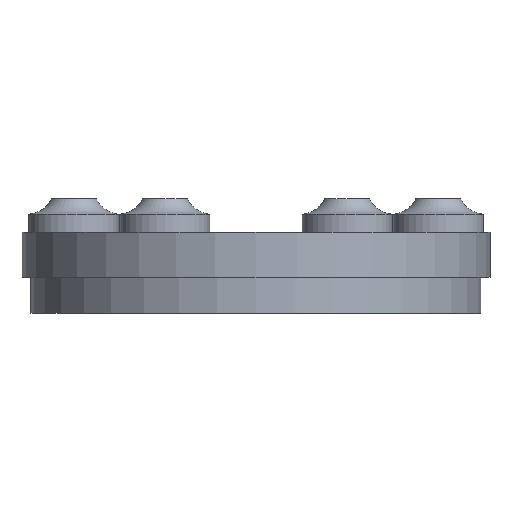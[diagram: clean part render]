
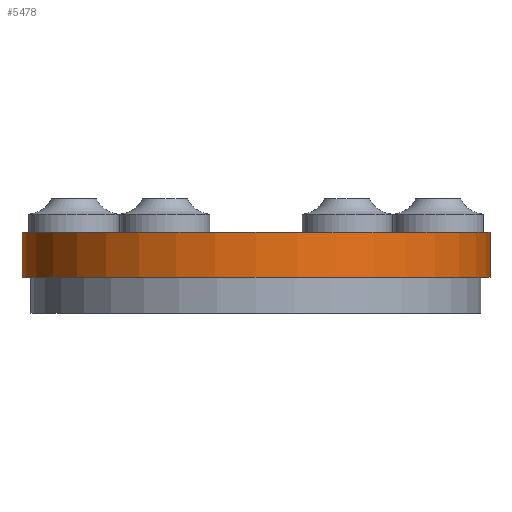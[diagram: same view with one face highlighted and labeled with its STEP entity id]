
A CAD part, front view. The second image highlights one B-rep face of the part: STEP entity #5478.
In plain terms, the highlighted cylindrical face has radius 26 mm (diameter 52 mm), a full revolution.
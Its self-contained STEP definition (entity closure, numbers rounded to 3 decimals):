
#889=FACE_OUTER_BOUND('',#1269,.T.);
#1269=EDGE_LOOP('',(#5081,#5082,#5083,#5084));
#1678=LINE('',#12989,#2084);
#2084=VECTOR('',#6917,26.);
#2218=CIRCLE('',#5801,26.);
#2223=CIRCLE('',#5815,26.);
#2741=VERTEX_POINT('',#12955);
#2746=VERTEX_POINT('',#12977);
#3516=EDGE_CURVE('',#2741,#2741,#2218,.T.);
#3524=EDGE_CURVE('',#2746,#2746,#2223,.T.);
#3527=EDGE_CURVE('',#2741,#2746,#1678,.T.);
#5081=ORIENTED_EDGE('',*,*,#3516,.F.);
#5082=ORIENTED_EDGE('',*,*,#3527,.T.);
#5083=ORIENTED_EDGE('',*,*,#3524,.T.);
#5084=ORIENTED_EDGE('',*,*,#3527,.F.);
#5159=CYLINDRICAL_SURFACE('',#5823,26.);
#5478=ADVANCED_FACE('',(#889),#5159,.T.);
#5801=AXIS2_PLACEMENT_3D('',#12956,#6867,#6868);
#5815=AXIS2_PLACEMENT_3D('',#12978,#6898,#6899);
#5823=AXIS2_PLACEMENT_3D('',#12988,#6915,#6916);
#6867=DIRECTION('center_axis',(0.,0.,-1.));
#6868=DIRECTION('ref_axis',(1.,0.,0.));
#6898=DIRECTION('center_axis',(0.,0.,-1.));
#6899=DIRECTION('ref_axis',(1.,0.,0.));
#6915=DIRECTION('center_axis',(0.,0.,-1.));
#6916=DIRECTION('ref_axis',(1.,0.,0.));
#6917=DIRECTION('',(0.,0.,1.));
#12955=CARTESIAN_POINT('',(-26.,0.,-7.));
#12956=CARTESIAN_POINT('Origin',(0.,0.,-7.));
#12977=CARTESIAN_POINT('',(-26.,0.,-2.));
#12978=CARTESIAN_POINT('Origin',(0.,0.,-2.));
#12988=CARTESIAN_POINT('Origin',(0.,0.,-2.));
#12989=CARTESIAN_POINT('',(-26.,0.,-2.));
